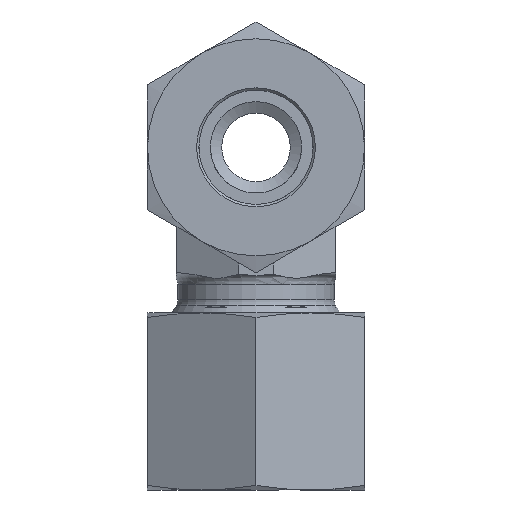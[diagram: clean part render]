
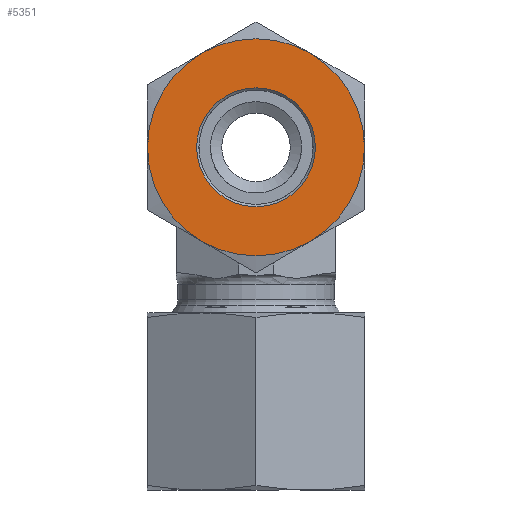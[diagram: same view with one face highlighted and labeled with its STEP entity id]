
A CAD part, front view. The second image highlights one B-rep face of the part: STEP entity #5351.
In plain terms, the highlighted face is planar.
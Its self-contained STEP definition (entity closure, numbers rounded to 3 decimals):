
#5255=CARTESIAN_POINT('',(5.2,0.,15.5));
#5256=VERTEX_POINT('',#5255);
#5257=CARTESIAN_POINT('',(0.0,0.0,15.5));
#5258=DIRECTION('',(0.0,0.0,1.0));
#5259=DIRECTION('',(-1.0,0.0,0.0));
#5260=AXIS2_PLACEMENT_3D('',#5257,#5258,#5259);
#5261=CIRCLE('',#5260,5.2);
#5262=EDGE_CURVE('',#5256,#5256,#5261,.T.);
#5287=CARTESIAN_POINT('',(0.,0.,15.5));
#5288=DIRECTION('',(0.0,0.0,1.0));
#5289=DIRECTION('',(1.0,0.0,0.0));
#5290=AXIS2_PLACEMENT_3D('',#5287,#5288,#5289);
#5291=PLANE('',#5290);
#5292=CARTESIAN_POINT('',(-4.75,-8.227,15.5));
#5293=VERTEX_POINT('',#5292);
#5294=CARTESIAN_POINT('',(4.75,-8.227,15.5));
#5295=VERTEX_POINT('',#5294);
#5296=CARTESIAN_POINT('',(0.0,0.0,15.5));
#5297=DIRECTION('',(0.0,0.0,1.0));
#5298=DIRECTION('',(-0.5,-0.866,0.0));
#5299=AXIS2_PLACEMENT_3D('',#5296,#5297,#5298);
#5300=CIRCLE('',#5299,9.5);
#5301=EDGE_CURVE('',#5293,#5295,#5300,.T.);
#5302=ORIENTED_EDGE('',*,*,#5301,.T.);
#5303=CARTESIAN_POINT('',(9.5,0.,15.5));
#5304=VERTEX_POINT('',#5303);
#5305=CARTESIAN_POINT('',(0.0,0.0,15.5));
#5306=DIRECTION('',(0.0,0.0,1.0));
#5307=DIRECTION('',(-0.5,-0.866,0.0));
#5308=AXIS2_PLACEMENT_3D('',#5305,#5306,#5307);
#5309=CIRCLE('',#5308,9.5);
#5310=EDGE_CURVE('',#5295,#5304,#5309,.T.);
#5311=ORIENTED_EDGE('',*,*,#5310,.T.);
#5312=CARTESIAN_POINT('',(4.75,8.227,15.5));
#5313=VERTEX_POINT('',#5312);
#5314=CARTESIAN_POINT('',(0.0,0.0,15.5));
#5315=DIRECTION('',(0.0,0.0,1.0));
#5316=DIRECTION('',(-0.5,-0.866,0.0));
#5317=AXIS2_PLACEMENT_3D('',#5314,#5315,#5316);
#5318=CIRCLE('',#5317,9.5);
#5319=EDGE_CURVE('',#5304,#5313,#5318,.T.);
#5320=ORIENTED_EDGE('',*,*,#5319,.T.);
#5321=CARTESIAN_POINT('',(-4.75,8.227,15.5));
#5322=VERTEX_POINT('',#5321);
#5323=CARTESIAN_POINT('',(0.0,0.0,15.5));
#5324=DIRECTION('',(0.0,0.0,1.0));
#5325=DIRECTION('',(-0.5,-0.866,0.0));
#5326=AXIS2_PLACEMENT_3D('',#5323,#5324,#5325);
#5327=CIRCLE('',#5326,9.5);
#5328=EDGE_CURVE('',#5313,#5322,#5327,.T.);
#5329=ORIENTED_EDGE('',*,*,#5328,.T.);
#5330=CARTESIAN_POINT('',(-9.5,0.0,15.5));
#5331=VERTEX_POINT('',#5330);
#5332=CARTESIAN_POINT('',(0.0,0.0,15.5));
#5333=DIRECTION('',(0.0,0.0,1.0));
#5334=DIRECTION('',(-0.5,-0.866,0.0));
#5335=AXIS2_PLACEMENT_3D('',#5332,#5333,#5334);
#5336=CIRCLE('',#5335,9.5);
#5337=EDGE_CURVE('',#5322,#5331,#5336,.T.);
#5338=ORIENTED_EDGE('',*,*,#5337,.T.);
#5339=CARTESIAN_POINT('',(0.0,0.0,15.5));
#5340=DIRECTION('',(0.0,0.0,1.0));
#5341=DIRECTION('',(-0.5,-0.866,0.0));
#5342=AXIS2_PLACEMENT_3D('',#5339,#5340,#5341);
#5343=CIRCLE('',#5342,9.5);
#5344=EDGE_CURVE('',#5331,#5293,#5343,.T.);
#5345=ORIENTED_EDGE('',*,*,#5344,.T.);
#5346=EDGE_LOOP('',(#5302,#5311,#5320,#5329,#5338,#5345));
#5347=FACE_OUTER_BOUND('',#5346,.T.);
#5348=ORIENTED_EDGE('',*,*,#5262,.F.);
#5349=EDGE_LOOP('',(#5348));
#5350=FACE_BOUND('',#5349,.T.);
#5351=ADVANCED_FACE('',(#5347,#5350),#5291,.T.);
